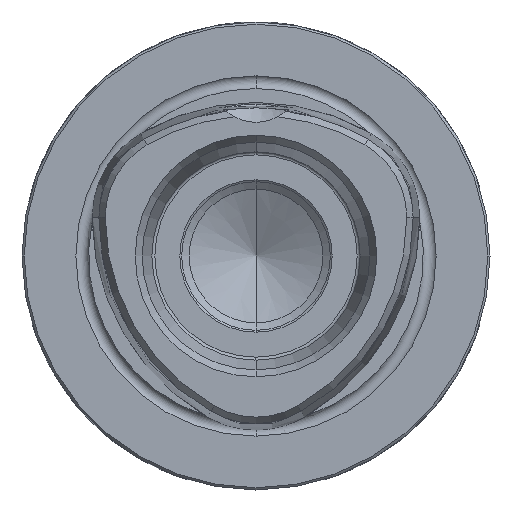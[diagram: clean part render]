
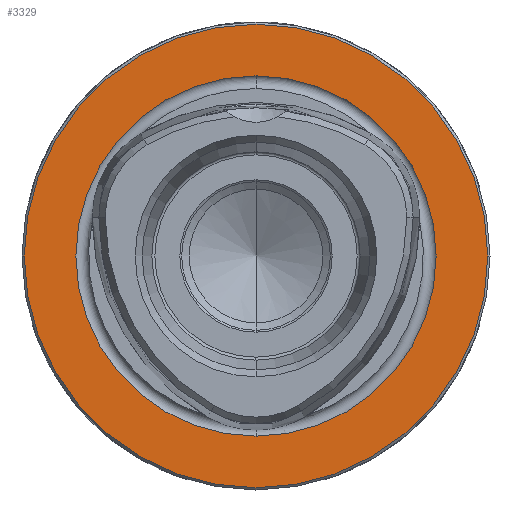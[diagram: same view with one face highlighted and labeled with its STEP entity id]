
A CAD part, front view. The second image highlights one B-rep face of the part: STEP entity #3329.
In plain terms, the highlighted planar face has unit normal (0, -1, 0).
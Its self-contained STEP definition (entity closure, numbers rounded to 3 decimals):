
#1177=CARTESIAN_POINT('',(0.,0.,
0.));
#1178=DIRECTION('',(0.,-1.,0.));
#1179=DIRECTION('',(1.,0.,0.));
#1180=AXIS2_PLACEMENT_3D('',#1177,#1178,#1179);
#1182=CARTESIAN_POINT('',(0.,0.,
0.));
#1183=DIRECTION('',(0.,-1.,0.));
#1184=DIRECTION('',(-1.,0.,0.));
#1185=AXIS2_PLACEMENT_3D('',#1182,#1183,#1184);
#1187=CARTESIAN_POINT('',(0.,0.,0.));
#1188=DIRECTION('',(0.,-1.,0.));
#1189=DIRECTION('',(0.,0.,-1.));
#1190=AXIS2_PLACEMENT_3D('',#1187,#1188,#1189);
#1192=CARTESIAN_POINT('',(0.,0.,0.));
#1193=DIRECTION('',(0.,-1.,0.));
#1194=DIRECTION('',(0.,0.,1.));
#1195=AXIS2_PLACEMENT_3D('',#1192,#1193,#1194);
#1964=CARTESIAN_POINT('',(31.2,0.,
0.));
#1965=CARTESIAN_POINT('',(-31.2,0.,0.));
#1966=VERTEX_POINT('',#1964);
#1967=VERTEX_POINT('',#1965);
#1972=CARTESIAN_POINT('',(0.,0.,-24.25));
#1973=CARTESIAN_POINT('',(0.,0.,24.25));
#1974=VERTEX_POINT('',#1972);
#1975=VERTEX_POINT('',#1973);
#3314=CARTESIAN_POINT('',(0.,0.,0.));
#3315=DIRECTION('',(0.,-1.,0.));
#3316=DIRECTION('',(-1.,0.,0.));
#3317=AXIS2_PLACEMENT_3D('',#3314,#3315,#3316);
#3318=PLANE('',#3317);
#3320=ORIENTED_EDGE('',*,*,#3319,.F.);
#3322=ORIENTED_EDGE('',*,*,#3321,.F.);
#3323=EDGE_LOOP('',(#3320,#3322));
#3324=FACE_OUTER_BOUND('',#3323,.F.);
#3325=ORIENTED_EDGE('',*,*,#2477,.T.);
#3326=ORIENTED_EDGE('',*,*,#2342,.T.);
#3327=EDGE_LOOP('',(#3325,#3326));
#3328=FACE_BOUND('',#3327,.F.);
#3329=ADVANCED_FACE('',(#3324,#3328),#3318,.T.);
#1181=CIRCLE('',#1180,31.2);
#1186=CIRCLE('',#1185,31.2);
#1191=CIRCLE('',#1190,24.25);
#1196=CIRCLE('',#1195,24.25);
#2342=EDGE_CURVE('',#1975,#1974,#1196,.T.);
#2477=EDGE_CURVE('',#1974,#1975,#1191,.T.);
#3319=EDGE_CURVE('',#1966,#1967,#1181,.T.);
#3321=EDGE_CURVE('',#1967,#1966,#1186,.T.);
